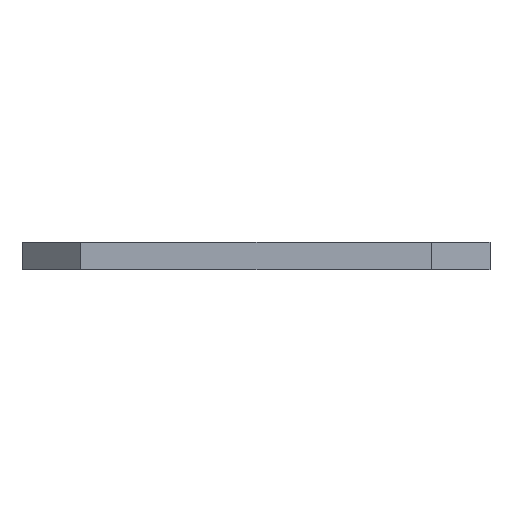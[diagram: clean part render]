
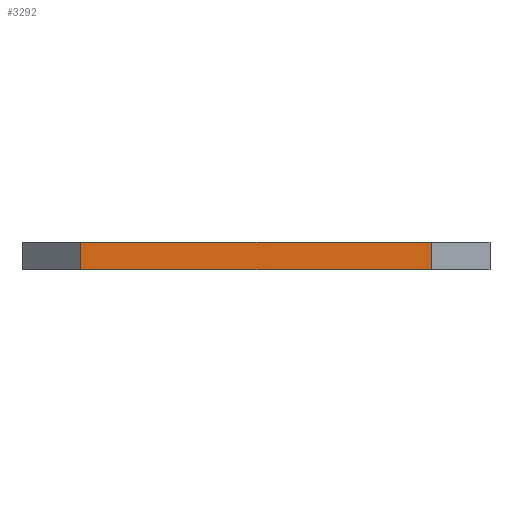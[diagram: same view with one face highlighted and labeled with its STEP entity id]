
A CAD part, left-side view. The second image highlights one B-rep face of the part: STEP entity #3292.
In plain terms, the highlighted planar face has unit normal (-1, 0, 0).
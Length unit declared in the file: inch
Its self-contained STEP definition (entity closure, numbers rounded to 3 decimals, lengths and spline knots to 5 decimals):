
#357 = ORIENTED_EDGE ( 'NONE', *, *, #4705, .T. ) ;
#377 = ORIENTED_EDGE ( 'NONE', *, *, #4945, .F. ) ;
#416 = LINE ( 'NONE', #458, #3754 ) ;
#458 = CARTESIAN_POINT ( 'NONE',  ( -3.24, -1., -0.05906 ) ) ;
#521 = CARTESIAN_POINT ( 'NONE',  ( -3.24, 0.75, 0.05906 ) ) ;
#676 = AXIS2_PLACEMENT_3D ( 'NONE', #4837, #2667, #963 ) ;
#963 = DIRECTION ( 'NONE',  ( 0., 0., -1. ) ) ;
#992 = CARTESIAN_POINT ( 'NONE',  ( -3.24, 0.75, 0.05906 ) ) ;
#1352 = CARTESIAN_POINT ( 'NONE',  ( -3.24, -1., 0.05906 ) ) ;
#1708 = LINE ( 'NONE', #1352, #2862 ) ;
#1732 = CARTESIAN_POINT ( 'NONE',  ( -3.24, -0.75, 0.05906 ) ) ;
#1898 = ORIENTED_EDGE ( 'NONE', *, *, #1985, .T. ) ;
#1985 = EDGE_CURVE ( 'NONE', #2029, #2763, #4417, .T. ) ;
#2029 = VERTEX_POINT ( 'NONE', #992 ) ;
#2116 = DIRECTION ( 'NONE',  ( 0., -1., 0. ) ) ;
#2249 = DIRECTION ( 'NONE',  ( 0., 0., -1. ) ) ;
#2429 = VECTOR ( 'NONE', #4048, 39.37008 ) ;
#2456 = EDGE_CURVE ( 'NONE', #2763, #5398, #416, .T. ) ;
#2667 = DIRECTION ( 'NONE',  ( 1., 0., 0. ) ) ;
#2692 = PLANE ( 'NONE',  #676 ) ;
#2763 = VERTEX_POINT ( 'NONE', #3689 ) ;
#2862 = VECTOR ( 'NONE', #3932, 39.37008 ) ;
#2874 = VERTEX_POINT ( 'NONE', #1732 ) ;
#3166 = VECTOR ( 'NONE', #2249, 39.37008 ) ;
#3292 = ADVANCED_FACE ( 'NONE', ( #3600 ), #2692, .F. ) ;
#3329 = ORIENTED_EDGE ( 'NONE', *, *, #2456, .T. ) ;
#3600 = FACE_OUTER_BOUND ( 'NONE', #4589, .T. ) ;
#3621 = LINE ( 'NONE', #3992, #2429 ) ;
#3689 = CARTESIAN_POINT ( 'NONE',  ( -3.24, 0.75, -0.05906 ) ) ;
#3754 = VECTOR ( 'NONE', #2116, 39.37008 ) ;
#3932 = DIRECTION ( 'NONE',  ( 0., -1., 0. ) ) ;
#3992 = CARTESIAN_POINT ( 'NONE',  ( -3.24, -0.75, 0.05906 ) ) ;
#4048 = DIRECTION ( 'NONE',  ( 0., 0., 1. ) ) ;
#4417 = LINE ( 'NONE', #521, #3166 ) ;
#4589 = EDGE_LOOP ( 'NONE', ( #3329, #357, #377, #1898 ) ) ;
#4705 = EDGE_CURVE ( 'NONE', #5398, #2874, #3621, .T. ) ;
#4837 = CARTESIAN_POINT ( 'NONE',  ( -3.24, -1., 0.05906 ) ) ;
#4945 = EDGE_CURVE ( 'NONE', #2029, #2874, #1708, .T. ) ;
#5398 = VERTEX_POINT ( 'NONE', #5436 ) ;
#5436 = CARTESIAN_POINT ( 'NONE',  ( -3.24, -0.75, -0.05906 ) ) ;
